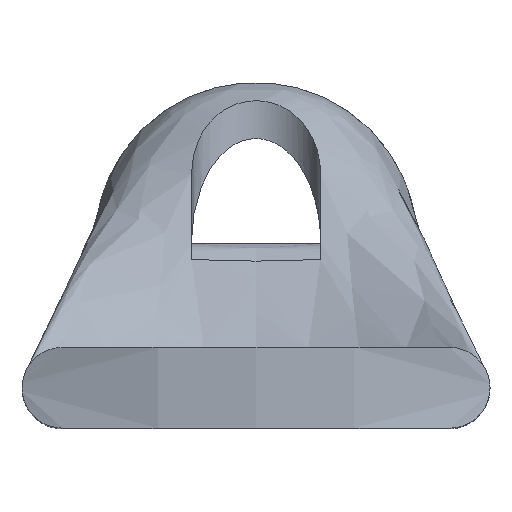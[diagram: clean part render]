
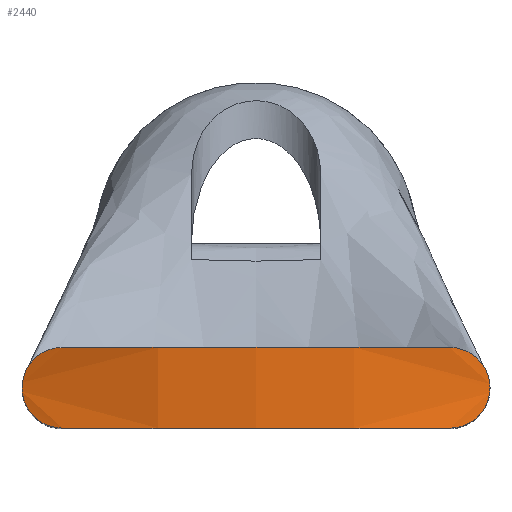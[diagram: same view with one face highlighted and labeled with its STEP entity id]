
A CAD part, top view. The second image highlights one B-rep face of the part: STEP entity #2440.
In plain terms, the highlighted cylindrical face has radius 40 mm (diameter 80 mm), a partial arc.
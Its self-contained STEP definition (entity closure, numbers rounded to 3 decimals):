
#2295=CARTESIAN_POINT('',(12.,-11.5,67.158));
#2296=VERTEX_POINT('',#2295);
#2303=CARTESIAN_POINT('',(-12.,-11.5,67.158));
#2304=VERTEX_POINT('',#2303);
#2305=CARTESIAN_POINT('',(0.,-11.5,29.));
#2306=DIRECTION('',(0.,-1.,0.));
#2307=DIRECTION('',(0.363,0.,-0.932));
#2308=AXIS2_PLACEMENT_3D('',#2305,#2306,#2307);
#2309=CIRCLE('',#2308,40.);
#2310=EDGE_CURVE('',#2296,#2304,#2309,.T.);
#2330=CARTESIAN_POINT('',(-14.5,-9.,66.279));
#2331=VERTEX_POINT('',#2330);
#2332=CARTESIAN_POINT('',(-12.,-6.5,67.158));
#2333=VERTEX_POINT('',#2332);
#2334=CARTESIAN_POINT('',(-14.5,-9.0,66.279));
#2335=CARTESIAN_POINT('',(-14.5,-8.686,66.279));
#2336=CARTESIAN_POINT('',(-14.437,-8.354,66.304));
#2337=CARTESIAN_POINT('',(-14.187,-7.745,66.4));
#2338=CARTESIAN_POINT('',(-14.,-7.47,66.471));
#2339=CARTESIAN_POINT('',(-13.562,-7.022,66.631));
#2340=CARTESIAN_POINT('',(-13.278,-6.825,66.733));
#2341=CARTESIAN_POINT('',(-12.655,-6.564,66.947));
#2342=CARTESIAN_POINT('',(-12.317,-6.5,67.058));
#2343=CARTESIAN_POINT('',(-12.,-6.5,67.158));
#2344=B_SPLINE_CURVE_WITH_KNOTS('',3,(#2334,#2335,#2336,#2337,#2338,#2339,#2340,#2341,#2342,#2343),.UNSPECIFIED.,.F.,.U.,(4,2,2,2,4),(1.544,1.638,1.732,1.832,1.932),.UNSPECIFIED.);
#2345=EDGE_CURVE('',#2331,#2333,#2344,.T.);
#2357=CARTESIAN_POINT('',(-12.,-11.5,67.158));
#2358=CARTESIAN_POINT('',(-12.317,-11.5,67.058));
#2359=CARTESIAN_POINT('',(-12.655,-11.436,66.947));
#2360=CARTESIAN_POINT('',(-13.278,-11.175,66.733));
#2361=CARTESIAN_POINT('',(-13.562,-10.978,66.631));
#2362=CARTESIAN_POINT('',(-14.,-10.53,66.471));
#2363=CARTESIAN_POINT('',(-14.187,-10.255,66.4));
#2364=CARTESIAN_POINT('',(-14.437,-9.646,66.304));
#2365=CARTESIAN_POINT('',(-14.5,-9.314,66.279));
#2366=CARTESIAN_POINT('',(-14.5,-9.,66.279));
#2367=B_SPLINE_CURVE_WITH_KNOTS('',3,(#2357,#2358,#2359,#2360,#2361,#2362,#2363,#2364,#2365,#2366),.UNSPECIFIED.,.F.,.U.,(4,2,2,2,4),(1.156,1.256,1.356,1.45,1.544),.UNSPECIFIED.);
#2368=EDGE_CURVE('',#2304,#2331,#2367,.T.);
#2379=CARTESIAN_POINT('',(12.,-6.5,67.158));
#2380=VERTEX_POINT('',#2379);
#2381=CARTESIAN_POINT('',(0.,-6.5,29.));
#2382=DIRECTION('',(0.,1.,0.));
#2383=DIRECTION('',(0.363,0.,-0.932));
#2384=AXIS2_PLACEMENT_3D('',#2381,#2382,#2383);
#2385=CIRCLE('',#2384,40.);
#2386=EDGE_CURVE('',#2333,#2380,#2385,.T.);
#2401=CARTESIAN_POINT('',(0.,-6.5,29.));
#2402=DIRECTION('',(0.,-1.0,0.0));
#2403=DIRECTION('',(0.363,0.,-0.932));
#2404=AXIS2_PLACEMENT_3D('',#2401,#2402,#2403);
#2405=CYLINDRICAL_SURFACE('',#2404,40.0);
#2406=CARTESIAN_POINT('',(14.5,-9.,66.279));
#2407=VERTEX_POINT('',#2406);
#2408=CARTESIAN_POINT('',(14.5,-9.,66.279));
#2409=CARTESIAN_POINT('',(14.5,-9.314,66.279));
#2410=CARTESIAN_POINT('',(14.437,-9.646,66.304));
#2411=CARTESIAN_POINT('',(14.187,-10.255,66.4));
#2412=CARTESIAN_POINT('',(14.,-10.53,66.471));
#2413=CARTESIAN_POINT('',(13.562,-10.978,66.631));
#2414=CARTESIAN_POINT('',(13.278,-11.175,66.733));
#2415=CARTESIAN_POINT('',(12.655,-11.436,66.947));
#2416=CARTESIAN_POINT('',(12.317,-11.5,67.058));
#2417=CARTESIAN_POINT('',(12.,-11.5,67.158));
#2418=B_SPLINE_CURVE_WITH_KNOTS('',3,(#2408,#2409,#2410,#2411,#2412,#2413,#2414,#2415,#2416,#2417),.UNSPECIFIED.,.F.,.U.,(4,2,2,2,4),(0.772,0.866,0.96,1.06,1.16),.UNSPECIFIED.);
#2419=EDGE_CURVE('',#2407,#2296,#2418,.T.);
#2420=ORIENTED_EDGE('',*,*,#2419,.F.);
#2421=CARTESIAN_POINT('',(12.,-6.5,67.158));
#2422=CARTESIAN_POINT('',(12.317,-6.5,67.058));
#2423=CARTESIAN_POINT('',(12.655,-6.564,66.947));
#2424=CARTESIAN_POINT('',(13.278,-6.825,66.733));
#2425=CARTESIAN_POINT('',(13.562,-7.022,66.631));
#2426=CARTESIAN_POINT('',(14.,-7.47,66.471));
#2427=CARTESIAN_POINT('',(14.187,-7.745,66.4));
#2428=CARTESIAN_POINT('',(14.437,-8.354,66.304));
#2429=CARTESIAN_POINT('',(14.5,-8.686,66.279));
#2430=CARTESIAN_POINT('',(14.5,-9.,66.279));
#2431=B_SPLINE_CURVE_WITH_KNOTS('',3,(#2421,#2422,#2423,#2424,#2425,#2426,#2427,#2428,#2429,#2430),.UNSPECIFIED.,.F.,.U.,(4,2,2,2,4),(0.384,0.484,0.584,0.678,0.772),.UNSPECIFIED.);
#2432=EDGE_CURVE('',#2380,#2407,#2431,.T.);
#2433=ORIENTED_EDGE('',*,*,#2432,.F.);
#2434=ORIENTED_EDGE('',*,*,#2386,.F.);
#2435=ORIENTED_EDGE('',*,*,#2345,.F.);
#2436=ORIENTED_EDGE('',*,*,#2368,.F.);
#2437=ORIENTED_EDGE('',*,*,#2310,.F.);
#2438=EDGE_LOOP('',(#2420,#2433,#2434,#2435,#2436,#2437));
#2439=FACE_OUTER_BOUND('',#2438,.T.);
#2440=ADVANCED_FACE('',(#2439),#2405,.T.);
